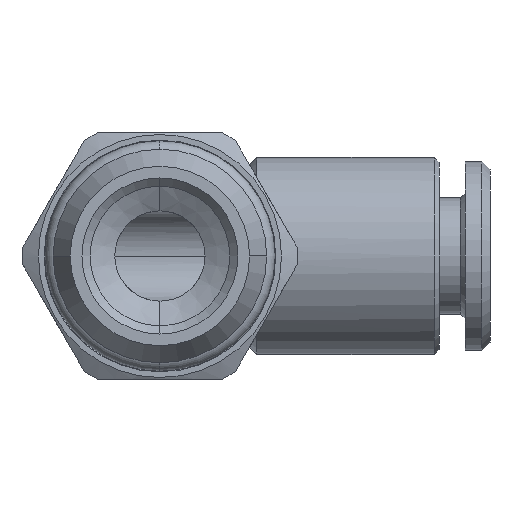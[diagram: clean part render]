
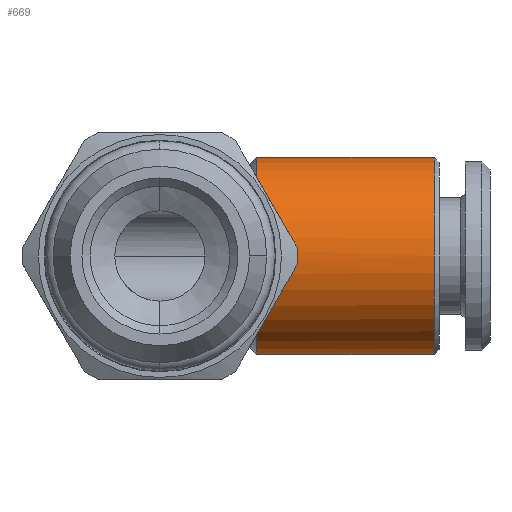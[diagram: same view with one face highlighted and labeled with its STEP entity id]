
A CAD part, front view. The second image highlights one B-rep face of the part: STEP entity #669.
In plain terms, the highlighted cylindrical face has radius 6 mm (diameter 12 mm), a partial arc.
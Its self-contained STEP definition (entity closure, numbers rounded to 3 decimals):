
#218 = EDGE_CURVE ( 'NONE', #649, #322, #1569, .T. ) ;
#221 = EDGE_CURVE ( 'NONE', #335, #377, #1565, .T. ) ;
#322 = VERTEX_POINT ( 'NONE', #1786 ) ;
#335 = VERTEX_POINT ( 'NONE', #1709 ) ;
#377 = VERTEX_POINT ( 'NONE', #1797 ) ;
#379 = EDGE_CURVE ( 'NONE', #322, #380, #1795, .T. ) ;
#380 = VERTEX_POINT ( 'NONE', #1796 ) ;
#572 = EDGE_CURVE ( 'NONE', #651, #380, #2238, .T. ) ;
#649 = VERTEX_POINT ( 'NONE', #2453 ) ;
#651 = VERTEX_POINT ( 'NONE', #2447 ) ;
#669 = ADVANCED_FACE ( 'NONE', ( #2950 ), #3008, .T. ) ;
#670 = EDGE_LOOP ( 'NONE', ( #671, #672, #674, #675, #677, #678 ) ) ;
#671 = ORIENTED_EDGE ( 'NONE', *, *, #218, .F. ) ;
#672 = ORIENTED_EDGE ( 'NONE', *, *, #673, .T. ) ;
#673 = EDGE_CURVE ( 'NONE', #649, #335, #3022, .T. ) ;
#674 = ORIENTED_EDGE ( 'NONE', *, *, #221, .T. ) ;
#675 = ORIENTED_EDGE ( 'NONE', *, *, #676, .F. ) ;
#676 = EDGE_CURVE ( 'NONE', #651, #377, #2907, .T. ) ;
#677 = ORIENTED_EDGE ( 'NONE', *, *, #572, .T. ) ;
#678 = ORIENTED_EDGE ( 'NONE', *, *, #379, .F. ) ;
#1562 = DIRECTION ( 'NONE',  ( -1., 0., 0. ) ) ;
#1563 = VECTOR ( 'NONE', #1562, 1000. ) ;
#1564 = CARTESIAN_POINT ( 'NONE',  ( -3.45, 0., 6. ) ) ;
#1565 = LINE ( 'NONE', #1564, #1563 ) ;
#1566 = DIRECTION ( 'NONE',  ( -1., 0., 0. ) ) ;
#1567 = VECTOR ( 'NONE', #1566, 1000. ) ;
#1568 = CARTESIAN_POINT ( 'NONE',  ( -3.45, 0., -6. ) ) ;
#1569 = LINE ( 'NONE', #1568, #1567 ) ;
#1709 = CARTESIAN_POINT ( 'NONE',  ( 16.7, 0., 6. ) ) ;
#1786 = CARTESIAN_POINT ( 'NONE',  ( 5.9, 0., -6. ) ) ;
#1791 = DIRECTION ( 'NONE',  ( 0., 0., 1. ) ) ;
#1792 = DIRECTION ( 'NONE',  ( -1., 0., 0. ) ) ;
#1793 = CARTESIAN_POINT ( 'NONE',  ( 5.9, 0., 0. ) ) ;
#1794 = AXIS2_PLACEMENT_3D ( 'NONE', #1793, #1792, #1791 ) ;
#1795 = CIRCLE ( 'NONE', #1794, 6. ) ;
#1796 = CARTESIAN_POINT ( 'NONE',  ( 5.9, -5.9, -1.091 ) ) ;
#1797 = CARTESIAN_POINT ( 'NONE',  ( 5.9, 0., 6. ) ) ;
#2234 = CARTESIAN_POINT ( 'NONE',  ( 5.9, -5.9, -1.091 ) ) ;
#2235 = CARTESIAN_POINT ( 'NONE',  ( 6.034, -6.034, -0.368 ) ) ;
#2236 = CARTESIAN_POINT ( 'NONE',  ( 6.034, -6.034, 0.368 ) ) ;
#2237 = CARTESIAN_POINT ( 'NONE',  ( 5.9, -5.9, 1.091 ) ) ;
#2238 =( BOUNDED_CURVE ( )  B_SPLINE_CURVE ( 3, ( #2237, #2236, #2235, #2234 ),
 .UNSPECIFIED., .F., .T. ) 
 B_SPLINE_CURVE_WITH_KNOTS ( ( 4, 4 ),
 ( 6.1, 6.466 ),
 .UNSPECIFIED. ) 
 CURVE ( )  GEOMETRIC_REPRESENTATION_ITEM ( )  RATIONAL_B_SPLINE_CURVE ( ( 1., 0.989, 0.989, 1. ) ) 
 REPRESENTATION_ITEM ( '' )  );
#2447 = CARTESIAN_POINT ( 'NONE',  ( 5.9, -5.9, 1.091 ) ) ;
#2453 = CARTESIAN_POINT ( 'NONE',  ( 16.7, 0., -6. ) ) ;
#2904 = DIRECTION ( 'NONE',  ( 0., 0., 1. ) ) ;
#2905 = DIRECTION ( 'NONE',  ( -1., 0., 0. ) ) ;
#2906 = AXIS2_PLACEMENT_3D ( 'NONE', #3003, #2905, #2904 ) ;
#2907 = CIRCLE ( 'NONE', #2906, 6. ) ;
#2950 = FACE_OUTER_BOUND ( 'NONE', #670, .T. ) ;
#3001 = DIRECTION ( 'NONE',  ( 0., 0., 1. ) ) ;
#3002 = DIRECTION ( 'NONE',  ( -1., 0., 0. ) ) ;
#3003 = CARTESIAN_POINT ( 'NONE',  ( 5.9, 0., 0. ) ) ;
#3008 = CYLINDRICAL_SURFACE ( 'NONE', #3010, 6. ) ;
#3009 = CARTESIAN_POINT ( 'NONE',  ( -3.45, 0., 0. ) ) ;
#3010 = AXIS2_PLACEMENT_3D ( 'NONE', #3009, #3002, #3001 ) ;
#3018 = DIRECTION ( 'NONE',  ( 0., 0., 1. ) ) ;
#3019 = DIRECTION ( 'NONE',  ( -1., 0., 0. ) ) ;
#3020 = CARTESIAN_POINT ( 'NONE',  ( 16.7, 0., 0. ) ) ;
#3021 = AXIS2_PLACEMENT_3D ( 'NONE', #3020, #3019, #3018 ) ;
#3022 = CIRCLE ( 'NONE', #3021, 6. ) ;
